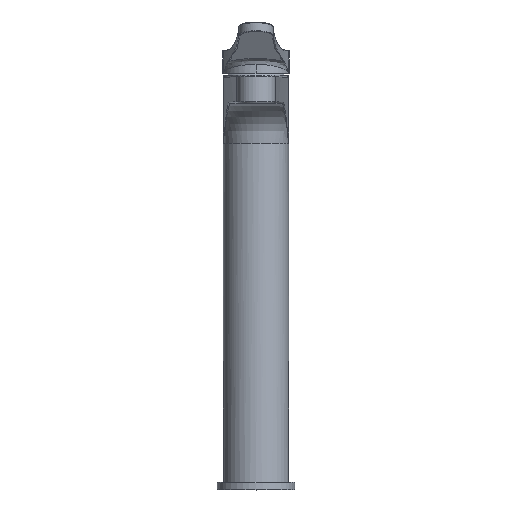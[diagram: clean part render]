
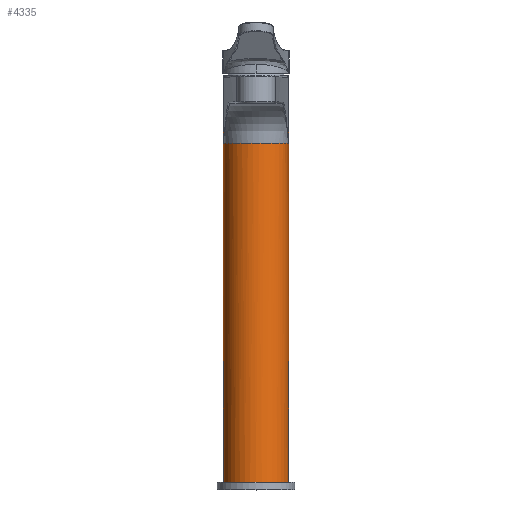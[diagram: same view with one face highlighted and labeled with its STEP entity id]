
A CAD part, top view. The second image highlights one B-rep face of the part: STEP entity #4335.
In plain terms, the highlighted cylindrical face has radius 21 mm (diameter 42 mm), a partial arc.
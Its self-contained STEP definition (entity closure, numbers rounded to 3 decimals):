
#15=CARTESIAN_POINT('',(0.,261.2,0.));
#16=DIRECTION('',(0.,-1.,0.));
#17=DIRECTION('',(-0.992,0.,0.126));
#18=AXIS2_PLACEMENT_3D('',#15,#16,#17);
#20=CARTESIAN_POINT('',(-20.902,261.,2.028));
#21=CARTESIAN_POINT('',(-20.891,261.034,2.136));
#22=CARTESIAN_POINT('',(-20.869,261.102,2.347));
#23=CARTESIAN_POINT('',(-20.844,261.168,2.553));
#24=CARTESIAN_POINT('',(-20.832,261.2,2.655));
#26=CARTESIAN_POINT('',(0.,218.5,0.));
#27=DIRECTION('',(0.,1.,0.));
#28=DIRECTION('',(-0.995,0.,0.097));
#29=AXIS2_PLACEMENT_3D('',#26,#27,#28);
#31=CARTESIAN_POINT('',(0.,261.,0.));
#32=DIRECTION('',(0.,-1.,0.));
#33=DIRECTION('',(1.,0.,0.));
#34=AXIS2_PLACEMENT_3D('',#31,#32,#33);
#36=DIRECTION('',(0.,1.,0.));
#37=VECTOR('',#36,261.);
#38=CARTESIAN_POINT('',(21.,0.,0.));
#39=LINE('',#38,#37);
#40=CARTESIAN_POINT('',(0.,0.,0.));
#41=DIRECTION('',(0.,-1.,0.));
#42=DIRECTION('',(1.,0.,0.));
#43=AXIS2_PLACEMENT_3D('',#40,#41,#42);
#45=DIRECTION('',(0.,1.,0.));
#46=VECTOR('',#45,261.);
#47=CARTESIAN_POINT('',(-21.,0.,0.));
#48=LINE('',#47,#46);
#49=DIRECTION('',(0.,1.,0.));
#50=VECTOR('',#49,0.2);
#51=CARTESIAN_POINT('',(0.,261.,-21.));
#52=LINE('',#51,#50);
#1302=CARTESIAN_POINT('',(-20.902,218.5,2.028));
#1304=DIRECTION('',(0.,1.,0.));
#1305=VECTOR('',#1304,42.5);
#1306=CARTESIAN_POINT('',(-20.902,218.5,2.028));
#1307=LINE('',#1306,#1305);
#1319=CARTESIAN_POINT('',(-20.902,261.,2.028));
#1423=CARTESIAN_POINT('',(0.,261.,0.));
#1424=DIRECTION('',(0.,-1.,0.));
#1425=DIRECTION('',(-1.,0.,0.));
#1426=AXIS2_PLACEMENT_3D('',#1423,#1424,#1425);
#1444=DIRECTION('',(0.,-1.,0.));
#1445=VECTOR('',#1444,42.5);
#1446=CARTESIAN_POINT('',(20.902,261.,2.028));
#1447=LINE('',#1446,#1445);
#3768=CARTESIAN_POINT('',(21.,0.,0.));
#3769=CARTESIAN_POINT('',(-21.,0.,0.));
#3770=VERTEX_POINT('',#3768);
#3771=VERTEX_POINT('',#3769);
#3772=CARTESIAN_POINT('',(-21.,261.,0.));
#3773=CARTESIAN_POINT('',(0.,261.,-21.));
#3774=VERTEX_POINT('',#3772);
#3775=VERTEX_POINT('',#3773);
#3841=VERTEX_POINT('',#1302);
#3859=CARTESIAN_POINT('',(20.902,218.5,2.028));
#3860=VERTEX_POINT('',#3859);
#3863=CARTESIAN_POINT('',(21.,261.,0.));
#3864=VERTEX_POINT('',#3863);
#3865=VERTEX_POINT('',#1319);
#3867=CARTESIAN_POINT('',(20.902,261.,2.028));
#3868=VERTEX_POINT('',#3867);
#3905=CARTESIAN_POINT('',(0.,261.2,-21.));
#3907=VERTEX_POINT('',#3905);
#3909=CARTESIAN_POINT('',(-20.832,261.2,2.655));
#3910=VERTEX_POINT('',#3909);
#4307=CARTESIAN_POINT('',(0.,-13.1,0.));
#4308=DIRECTION('',(0.,1.,0.));
#4309=DIRECTION('',(1.,0.,0.));
#4310=AXIS2_PLACEMENT_3D('',#4307,#4308,#4309);
#4311=CYLINDRICAL_SURFACE('',#4310,21.);
#4313=ORIENTED_EDGE('',*,*,#4312,.F.);
#4315=ORIENTED_EDGE('',*,*,#4314,.F.);
#4317=ORIENTED_EDGE('',*,*,#4316,.F.);
#4319=ORIENTED_EDGE('',*,*,#4318,.T.);
#4321=ORIENTED_EDGE('',*,*,#4320,.F.);
#4323=ORIENTED_EDGE('',*,*,#4322,.F.);
#4325=ORIENTED_EDGE('',*,*,#4324,.F.);
#4326=ORIENTED_EDGE('',*,*,#4294,.T.);
#4328=ORIENTED_EDGE('',*,*,#4327,.T.);
#4330=ORIENTED_EDGE('',*,*,#4329,.T.);
#4332=ORIENTED_EDGE('',*,*,#4331,.T.);
#4333=EDGE_LOOP('',(#4313,#4315,#4317,#4319,#4321,#4323,#4325,#4326,#4328,#4330,
#4332));
#4334=FACE_OUTER_BOUND('',#4333,.F.);
#4335=ADVANCED_FACE('',(#4334),#4311,.T.);
#19=CIRCLE('',#18,21.);
#25=B_SPLINE_CURVE_WITH_KNOTS('',3,(#20,#21,#22,#23,#24),.UNSPECIFIED.,.F.,.F.,(
4,1,4),(0.,0.5,1.),.UNSPECIFIED.);
#30=CIRCLE('',#29,21.);
#35=CIRCLE('',#34,21.);
#44=CIRCLE('',#43,21.);
#1427=CIRCLE('',#1426,21.);
#4294=EDGE_CURVE('',#3770,#3771,#44,.T.);
#4312=EDGE_CURVE('',#3910,#3907,#19,.T.);
#4314=EDGE_CURVE('',#3865,#3910,#25,.T.);
#4316=EDGE_CURVE('',#3841,#3865,#1307,.T.);
#4318=EDGE_CURVE('',#3841,#3860,#30,.T.);
#4320=EDGE_CURVE('',#3868,#3860,#1447,.T.);
#4322=EDGE_CURVE('',#3864,#3868,#35,.T.);
#4324=EDGE_CURVE('',#3770,#3864,#39,.T.);
#4327=EDGE_CURVE('',#3771,#3774,#48,.T.);
#4329=EDGE_CURVE('',#3774,#3775,#1427,.T.);
#4331=EDGE_CURVE('',#3775,#3907,#52,.T.);
